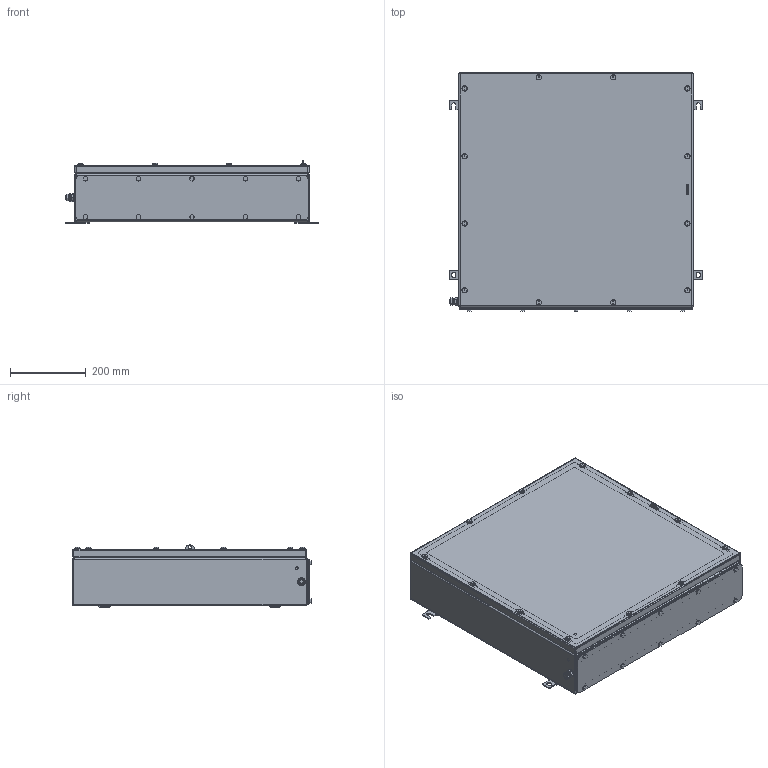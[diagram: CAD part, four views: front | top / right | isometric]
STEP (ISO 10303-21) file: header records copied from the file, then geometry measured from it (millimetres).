
FILE_DESCRIPTION(('CATIA V5 STEP Exchange','CAx-IF Rec.Pracs.--- Model Styling and Organization---1.4--- 2014-01-23'),'2;1');
FILE_NAME ('1523473-3_1_8000108862_8000108862_KTB_MH_626215_S4E1_LD.stp','2023-10-09T18:28:51+00:00',('none'),('Weidmueller'),'CATIA Version 5-6 Release 2016 SP3 HF44','CATIA V5 STEP AP214','none');
FILE_SCHEMA(('AUTOMOTIVE_DESIGN { 1 0 10303 214 1 1 1 1 }'));
Products named in the file (1): 8000108862 KTB MH 626215 S4E1
Bounding box: 671 x 631 x 165 mm (x, y, z)
Volume: 2273847.8 mm3; surface area: 2747449.6 mm2
Topology: 50 solids, 50 shells, 1973 faces, 4942 edges, 3173 vertices
Faces by surface type: plane 1046, cylinder 745, cone 138, bspline 20, torus 16, sphere 8
Entity records: 64388 total; most frequent: CARTESIAN_POINT 18447, ORIENTED_EDGE 9760, DIRECTION 8228, EDGE_CURVE 4880, VERTEX_POINT 3173, VECTOR 3152, LINE 3152, AXIS2_PLACEMENT_3D 3131
